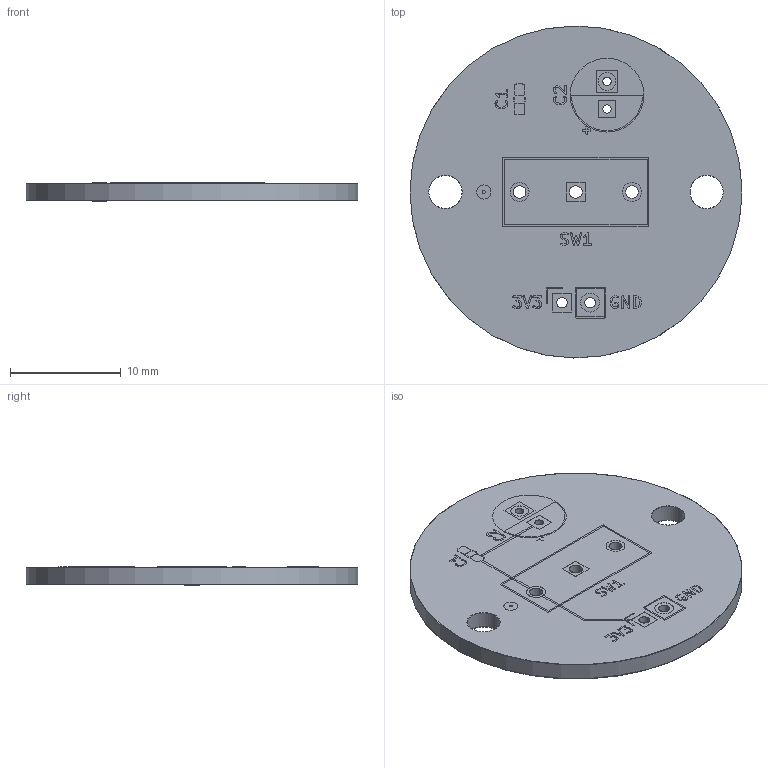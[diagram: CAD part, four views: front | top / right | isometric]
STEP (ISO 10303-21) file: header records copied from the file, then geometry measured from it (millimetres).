
FILE_DESCRIPTION(('KiCad electronic assembly'),'2;1');
FILE_NAME('AccessibleSwitches.step','2025-04-06T11:07:32',('Pcbnew'),( 'Kicad'),'Open CASCADE STEP processor 7.6','KiCad to STEP converter' ,'Unknown');
FILE_SCHEMA(('AUTOMOTIVE_DESIGN { 1 0 10303 214 1 1 1 1 }'));
Length unit declared in the file: millimetre
Products named in the file (5): AccessibleSwitches 1; AccessibleSwitches_copper; AccessibleSwitches_silkscreen; AccessibleSwitches_soldermask; AccessibleSwitches_PCB
Assembly tree (4 placements, depth 2):
  AccessibleSwitches 1
    AccessibleSwitches_copper
    AccessibleSwitches_silkscreen
    AccessibleSwitches_soldermask
    AccessibleSwitches_PCB
Bounding box: 30 x 30 x 1.66 mm (x, y, z)
Volume: 1039.1 mm3; surface area: 3089.9 mm2
Topology: 7 solids, 31 shells, 139 faces, 655 edges, 568 vertices
Faces by surface type: plane 99, cylinder 40
Full cylindrical faces by diameter (mm): 0.75 x2, 0.8 x4, 0.95 x2, 1 x4, 1.144 x3, 1.194 x6, 1.6 x2, 1.7 x2, 1.702 x4, 3 x2, 30 x1
Entity records: 7209 total; most frequent: CARTESIAN_POINT 1367, DIRECTION 1144, ORIENTED_EDGE 916, EDGE_CURVE 655, VERTEX_POINT 568, LINE 454, VECTOR 454, AXIS2_PLACEMENT_3D 345
